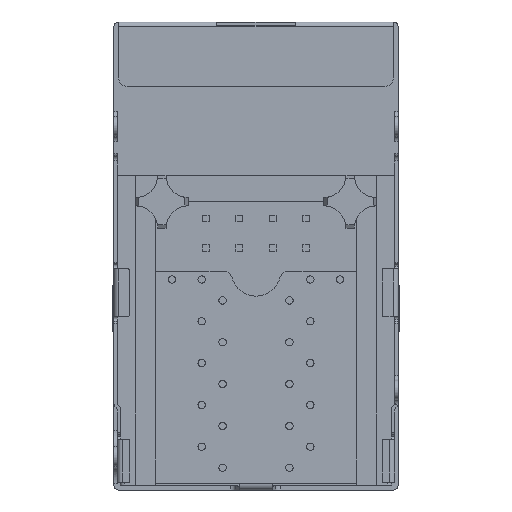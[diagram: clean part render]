
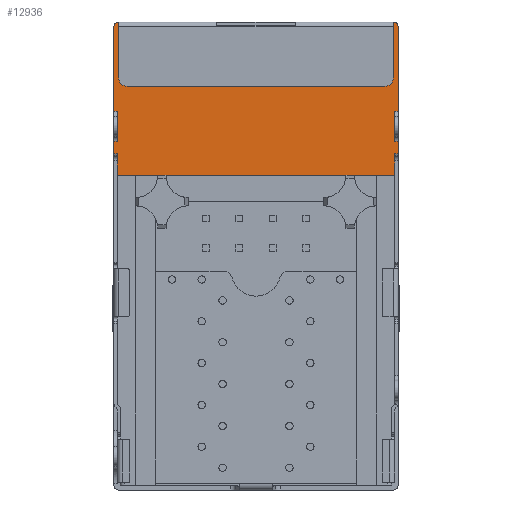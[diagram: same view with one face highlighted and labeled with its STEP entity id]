
A CAD part, front view. The second image highlights one B-rep face of the part: STEP entity #12936.
In plain terms, the highlighted planar face has unit normal (0, -1, 0).
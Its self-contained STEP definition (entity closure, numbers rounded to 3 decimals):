
#959=CARTESIAN_POINT('',(-8.335,-12.475,-0.3));
#960=DIRECTION('',(0.,-1.,0.));
#961=DIRECTION('',(0.,0.,1.));
#962=AXIS2_PLACEMENT_3D('',#959,#960,#961);
#964=DIRECTION('',(0.,0.,1.));
#965=VECTOR('',#964,3.4);
#966=CARTESIAN_POINT('',(-8.335,-12.475,-3.4));
#967=LINE('',#966,#965);
#968=DIRECTION('',(-1.,0.,0.));
#969=VECTOR('',#968,15.67);
#970=CARTESIAN_POINT('',(7.835,-12.475,-3.9));
#971=LINE('',#970,#969);
#972=DIRECTION('',(0.,0.,-1.));
#973=VECTOR('',#972,3.4);
#974=CARTESIAN_POINT('',(8.335,-12.475,0.));
#975=LINE('',#974,#973);
#976=CARTESIAN_POINT('',(8.335,-12.475,-0.3));
#977=DIRECTION('',(0.,-1.,0.));
#978=DIRECTION('',(1.,0.,0.));
#979=AXIS2_PLACEMENT_3D('',#976,#977,#978);
#981=DIRECTION('',(0.,0.,-1.));
#982=VECTOR('',#981,5.132);
#983=CARTESIAN_POINT('',(8.635,-12.475,-0.3));
#984=LINE('',#983,#982);
#985=DIRECTION('',(1.,0.,0.));
#986=VECTOR('',#985,0.2);
#987=CARTESIAN_POINT('',(8.435,-12.475,-5.432));
#988=LINE('',#987,#986);
#989=DIRECTION('',(0.,0.,-1.));
#990=VECTOR('',#989,1.826);
#991=CARTESIAN_POINT('',(8.435,-12.475,-5.432));
#992=LINE('',#991,#990);
#993=DIRECTION('',(1.,0.,0.));
#994=VECTOR('',#993,0.2);
#995=CARTESIAN_POINT('',(8.435,-12.475,-7.258));
#996=LINE('',#995,#994);
#997=DIRECTION('',(0.,0.,-1.));
#998=VECTOR('',#997,0.747);
#999=CARTESIAN_POINT('',(8.635,-12.475,-7.258));
#1000=LINE('',#999,#998);
#1001=DIRECTION('',(1.,0.,0.));
#1002=VECTOR('',#1001,0.2);
#1003=CARTESIAN_POINT('',(8.435,-12.475,-8.005));
#1004=LINE('',#1003,#1002);
#1005=DIRECTION('',(1.,0.,0.));
#1006=VECTOR('',#1005,1.114);
#1007=CARTESIAN_POINT('',(7.321,-12.475,-9.309));
#1008=LINE('',#1007,#1006);
#1009=DIRECTION('',(1.,0.,0.));
#1010=VECTOR('',#1009,14.641);
#1011=CARTESIAN_POINT('',(-7.321,-12.475,-9.309));
#1012=LINE('',#1011,#1010);
#1013=DIRECTION('',(1.,0.,0.));
#1014=VECTOR('',#1013,1.114);
#1015=CARTESIAN_POINT('',(-8.435,-12.475,-9.309));
#1016=LINE('',#1015,#1014);
#1017=DIRECTION('',(1.,0.,0.));
#1018=VECTOR('',#1017,0.2);
#1019=CARTESIAN_POINT('',(-8.635,-12.475,-8.));
#1020=LINE('',#1019,#1018);
#1021=DIRECTION('',(0.,0.,1.));
#1022=VECTOR('',#1021,0.742);
#1023=CARTESIAN_POINT('',(-8.635,-12.475,-8.));
#1024=LINE('',#1023,#1022);
#1025=DIRECTION('',(-1.,0.,0.));
#1026=VECTOR('',#1025,0.2);
#1027=CARTESIAN_POINT('',(-8.435,-12.475,-7.258));
#1028=LINE('',#1027,#1026);
#1029=DIRECTION('',(0.,0.,1.));
#1030=VECTOR('',#1029,1.826);
#1031=CARTESIAN_POINT('',(-8.435,-12.475,-7.258));
#1032=LINE('',#1031,#1030);
#1033=DIRECTION('',(-1.,0.,0.));
#1034=VECTOR('',#1033,0.2);
#1035=CARTESIAN_POINT('',(-8.435,-12.475,-5.432));
#1036=LINE('',#1035,#1034);
#1037=DIRECTION('',(0.,0.,1.));
#1038=VECTOR('',#1037,5.132);
#1039=CARTESIAN_POINT('',(-8.635,-12.475,-5.432));
#1040=LINE('',#1039,#1038);
#4253=DIRECTION('',(0.,0.,-1.));
#4254=VECTOR('',#4253,1.309);
#4255=CARTESIAN_POINT('',(-8.435,-12.475,-8.));
#4256=LINE('',#4255,#4254);
#5144=DIRECTION('',(0.,0.,1.));
#5145=VECTOR('',#5144,1.304);
#5146=CARTESIAN_POINT('',(8.435,-12.475,-9.309));
#5147=LINE('',#5146,#5145);
#8844=CARTESIAN_POINT('',(-7.835,-12.475,-3.4));
#8845=DIRECTION('',(0.,1.,0.));
#8846=DIRECTION('',(0.,0.,-1.));
#8847=AXIS2_PLACEMENT_3D('',#8844,#8845,#8846);
#8857=CARTESIAN_POINT('',(7.835,-12.475,-3.4));
#8858=DIRECTION('',(0.,1.,0.));
#8859=DIRECTION('',(1.,0.,0.));
#8860=AXIS2_PLACEMENT_3D('',#8857,#8858,#8859);
#9258=CARTESIAN_POINT('',(8.435,-12.475,-5.432));
#9259=CARTESIAN_POINT('',(8.435,-12.475,-7.258));
#9260=VERTEX_POINT('',#9258);
#9261=VERTEX_POINT('',#9259);
#9286=CARTESIAN_POINT('',(8.635,-12.475,-7.258));
#9287=VERTEX_POINT('',#9286);
#9288=CARTESIAN_POINT('',(8.635,-12.475,-5.432));
#9289=VERTEX_POINT('',#9288);
#9306=CARTESIAN_POINT('',(-8.435,-12.475,-7.258));
#9307=CARTESIAN_POINT('',(-8.435,-12.475,-5.432));
#9308=VERTEX_POINT('',#9306);
#9309=VERTEX_POINT('',#9307);
#9310=CARTESIAN_POINT('',(-8.635,-12.475,-5.432));
#9311=VERTEX_POINT('',#9310);
#9312=CARTESIAN_POINT('',(-8.635,-12.475,-7.258));
#9313=VERTEX_POINT('',#9312);
#10274=CARTESIAN_POINT('',(-7.321,-12.475,-9.309));
#10275=CARTESIAN_POINT('',(7.321,-12.475,-9.309));
#10276=VERTEX_POINT('',#10274);
#10277=VERTEX_POINT('',#10275);
#10290=CARTESIAN_POINT('',(-8.435,-12.475,-9.309));
#10292=VERTEX_POINT('',#10290);
#10359=CARTESIAN_POINT('',(8.435,-12.475,-9.309));
#10361=VERTEX_POINT('',#10359);
#10452=CARTESIAN_POINT('',(-8.635,-12.475,-8.));
#10453=VERTEX_POINT('',#10452);
#10454=CARTESIAN_POINT('',(-8.435,-12.475,-8.));
#10455=VERTEX_POINT('',#10454);
#10504=CARTESIAN_POINT('',(8.635,-12.475,-8.005));
#10506=VERTEX_POINT('',#10504);
#10510=CARTESIAN_POINT('',(8.435,-12.475,-8.005));
#10511=VERTEX_POINT('',#10510);
#10660=CARTESIAN_POINT('',(8.335,-12.475,-3.4));
#10661=VERTEX_POINT('',#10660);
#10662=CARTESIAN_POINT('',(7.835,-12.475,-3.9));
#10663=VERTEX_POINT('',#10662);
#10665=CARTESIAN_POINT('',(-8.335,-12.475,-3.4));
#10667=VERTEX_POINT('',#10665);
#10670=CARTESIAN_POINT('',(-7.835,-12.475,-3.9));
#10671=VERTEX_POINT('',#10670);
#10673=CARTESIAN_POINT('',(-8.335,-12.475,0.));
#10675=VERTEX_POINT('',#10673);
#10678=CARTESIAN_POINT('',(8.335,-12.475,0.));
#10680=VERTEX_POINT('',#10678);
#10684=CARTESIAN_POINT('',(-8.635,-12.475,-0.3));
#10685=VERTEX_POINT('',#10684);
#10700=CARTESIAN_POINT('',(8.635,-12.475,-0.3));
#10701=VERTEX_POINT('',#10700);
#12882=CARTESIAN_POINT('',(0.,-12.475,0.));
#12883=DIRECTION('',(0.,-1.,0.));
#12884=DIRECTION('',(0.,0.,1.));
#12885=AXIS2_PLACEMENT_3D('',#12882,#12883,#12884);
#12886=PLANE('',#12885);
#12888=ORIENTED_EDGE('',*,*,#12887,.F.);
#12890=ORIENTED_EDGE('',*,*,#12889,.F.);
#12892=ORIENTED_EDGE('',*,*,#12891,.F.);
#12894=ORIENTED_EDGE('',*,*,#12893,.F.);
#12896=ORIENTED_EDGE('',*,*,#12895,.F.);
#12897=ORIENTED_EDGE('',*,*,#12874,.F.);
#12899=ORIENTED_EDGE('',*,*,#12898,.F.);
#12901=ORIENTED_EDGE('',*,*,#12900,.T.);
#12903=ORIENTED_EDGE('',*,*,#12902,.F.);
#12905=ORIENTED_EDGE('',*,*,#12904,.T.);
#12907=ORIENTED_EDGE('',*,*,#12906,.T.);
#12909=ORIENTED_EDGE('',*,*,#12908,.T.);
#12911=ORIENTED_EDGE('',*,*,#12910,.F.);
#12913=ORIENTED_EDGE('',*,*,#12912,.F.);
#12915=ORIENTED_EDGE('',*,*,#12914,.F.);
#12917=ORIENTED_EDGE('',*,*,#12916,.F.);
#12919=ORIENTED_EDGE('',*,*,#12918,.F.);
#12921=ORIENTED_EDGE('',*,*,#12920,.F.);
#12923=ORIENTED_EDGE('',*,*,#12922,.F.);
#12925=ORIENTED_EDGE('',*,*,#12924,.T.);
#12927=ORIENTED_EDGE('',*,*,#12926,.F.);
#12929=ORIENTED_EDGE('',*,*,#12928,.T.);
#12931=ORIENTED_EDGE('',*,*,#12930,.T.);
#12933=ORIENTED_EDGE('',*,*,#12932,.T.);
#12934=EDGE_LOOP('',(#12888,#12890,#12892,#12894,#12896,#12897,#12899,#12901,
#12903,#12905,#12907,#12909,#12911,#12913,#12915,#12917,#12919,#12921,#12923,
#12925,#12927,#12929,#12931,#12933));
#12935=FACE_OUTER_BOUND('',#12934,.F.);
#963=CIRCLE('',#962,0.3);
#980=CIRCLE('',#979,0.3);
#8848=CIRCLE('',#8847,0.5);
#8861=CIRCLE('',#8860,0.5);
#12874=EDGE_CURVE('',#10680,#10661,#975,.T.);
#12887=EDGE_CURVE('',#10675,#10685,#963,.T.);
#12889=EDGE_CURVE('',#10667,#10675,#967,.T.);
#12891=EDGE_CURVE('',#10671,#10667,#8848,.T.);
#12893=EDGE_CURVE('',#10663,#10671,#971,.T.);
#12895=EDGE_CURVE('',#10661,#10663,#8861,.T.);
#12898=EDGE_CURVE('',#10701,#10680,#980,.T.);
#12900=EDGE_CURVE('',#10701,#9289,#984,.T.);
#12902=EDGE_CURVE('',#9260,#9289,#988,.T.);
#12904=EDGE_CURVE('',#9260,#9261,#992,.T.);
#12906=EDGE_CURVE('',#9261,#9287,#996,.T.);
#12908=EDGE_CURVE('',#9287,#10506,#1000,.T.);
#12910=EDGE_CURVE('',#10511,#10506,#1004,.T.);
#12912=EDGE_CURVE('',#10361,#10511,#5147,.T.);
#12914=EDGE_CURVE('',#10277,#10361,#1008,.T.);
#12916=EDGE_CURVE('',#10276,#10277,#1012,.T.);
#12918=EDGE_CURVE('',#10292,#10276,#1016,.T.);
#12920=EDGE_CURVE('',#10455,#10292,#4256,.T.);
#12922=EDGE_CURVE('',#10453,#10455,#1020,.T.);
#12924=EDGE_CURVE('',#10453,#9313,#1024,.T.);
#12926=EDGE_CURVE('',#9308,#9313,#1028,.T.);
#12928=EDGE_CURVE('',#9308,#9309,#1032,.T.);
#12930=EDGE_CURVE('',#9309,#9311,#1036,.T.);
#12932=EDGE_CURVE('',#9311,#10685,#1040,.T.);
#12936=ADVANCED_FACE('',(#12935),#12886,.T.);
